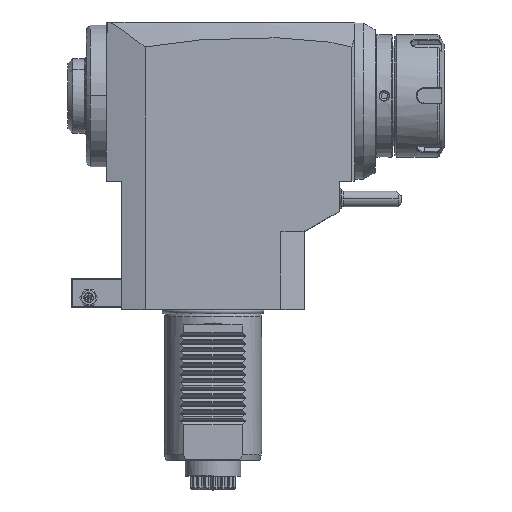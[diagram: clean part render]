
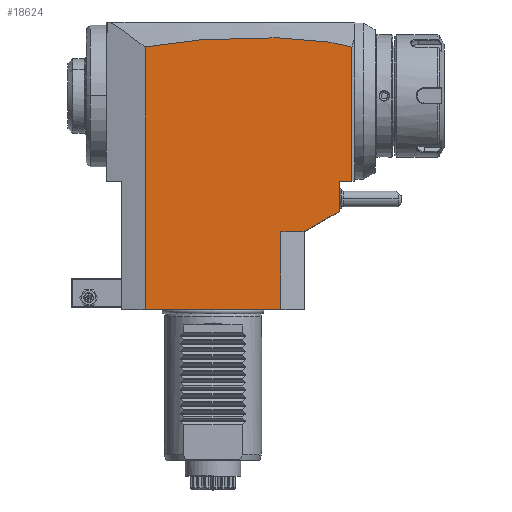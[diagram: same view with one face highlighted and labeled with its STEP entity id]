
A CAD part, top view. The second image highlights one B-rep face of the part: STEP entity #18624.
In plain terms, the highlighted planar face has unit normal (0, 0, 1).
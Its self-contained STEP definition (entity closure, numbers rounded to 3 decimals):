
#9=DIRECTION('',(-1.,0.,0.));
#10=VECTOR('',#9,70.);
#11=CARTESIAN_POINT('',(35.,0.,44.));
#12=LINE('',#11,#10);
#4550=DIRECTION('',(1.,0.,0.));
#4551=VECTOR('',#4550,11.);
#4552=CARTESIAN_POINT('',(35.,40.,44.));
#4553=LINE('',#4552,#4551);
#4566=DIRECTION('',(0.,1.,0.));
#4567=VECTOR('',#4566,40.);
#4568=CARTESIAN_POINT('',(35.,0.,44.));
#4569=LINE('',#4568,#4567);
#4598=DIRECTION('',(0.,-1.,0.));
#4599=VECTOR('',#4598,15.608);
#4600=CARTESIAN_POINT('',(65.,66.,44.));
#4601=LINE('',#4600,#4599);
#4602=DIRECTION('',(-0.866,-0.5,0.));
#4603=VECTOR('',#4602,20.785);
#4604=CARTESIAN_POINT('',(65.,50.392,44.));
#4605=LINE('',#4604,#4603);
#4606=DIRECTION('',(0.,1.,0.));
#4607=VECTOR('',#4606,0.577);
#4608=CARTESIAN_POINT('',(47.,40.,44.));
#4609=LINE('',#4608,#4607);
#4610=DIRECTION('',(0.866,0.5,0.));
#4611=VECTOR('',#4610,1.155);
#4612=CARTESIAN_POINT('',(46.,40.,44.));
#4613=LINE('',#4612,#4611);
#4614=DIRECTION('',(0.,1.,0.));
#4615=VECTOR('',#4614,135.17);
#4616=CARTESIAN_POINT('',(-35.,0.,44.));
#4617=LINE('',#4616,#4615);
#4618=CARTESIAN_POINT('',(71.5,135.054,44.));
#4619=CARTESIAN_POINT('',(71.147,135.178,44.));
#4620=CARTESIAN_POINT('',(70.415,135.42,44.));
#4621=CARTESIAN_POINT('',(69.23,135.772,44.));
#4622=CARTESIAN_POINT('',(67.991,136.104,44.));
#4623=CARTESIAN_POINT('',(66.72,136.413,44.));
#4624=CARTESIAN_POINT('',(65.44,136.698,44.));
#4625=CARTESIAN_POINT('',(64.088,136.974,44.));
#4626=CARTESIAN_POINT('',(62.606,137.252,44.));
#4627=CARTESIAN_POINT('',(60.931,137.539,44.));
#4628=CARTESIAN_POINT('',(59.016,137.835,44.));
#4629=CARTESIAN_POINT('',(56.852,138.135,44.));
#4630=CARTESIAN_POINT('',(54.427,138.434,44.));
#4631=CARTESIAN_POINT('',(51.708,138.727,44.));
#4632=CARTESIAN_POINT('',(48.636,139.011,44.));
#4633=CARTESIAN_POINT('',(45.16,139.281,44.));
#4634=CARTESIAN_POINT('',(41.193,139.529,44.));
#4635=CARTESIAN_POINT('',(36.681,139.741,44.));
#4636=CARTESIAN_POINT('',(31.719,139.897,44.));
#4637=CARTESIAN_POINT('',(26.42,139.981,44.));
#4638=CARTESIAN_POINT('',(20.976,139.986,44.));
#4639=CARTESIAN_POINT('',(15.459,139.91,44.));
#4640=CARTESIAN_POINT('',(9.915,139.755,44.));
#4641=CARTESIAN_POINT('',(4.328,139.52,44.));
#4642=CARTESIAN_POINT('',(-1.306,139.201,44.));
#4643=CARTESIAN_POINT('',(-6.672,138.816,44.));
#4644=CARTESIAN_POINT('',(-11.425,138.405,44.));
#4645=CARTESIAN_POINT('',(-15.699,137.979,44.));
#4646=CARTESIAN_POINT('',(-19.685,137.527,44.));
#4647=CARTESIAN_POINT('',(-23.579,137.031,44.));
#4648=CARTESIAN_POINT('',(-27.426,136.481,44.));
#4649=CARTESIAN_POINT('',(-31.229,135.869,44.));
#4650=CARTESIAN_POINT('',(-33.747,135.413,44.));
#4651=CARTESIAN_POINT('',(-35.,135.17,44.));
#4653=DIRECTION('',(0.,-1.,0.));
#4654=VECTOR('',#4653,69.054);
#4655=CARTESIAN_POINT('',(71.5,135.054,44.));
#4656=LINE('',#4655,#4654);
#4657=DIRECTION('',(1.,0.,0.));
#4658=VECTOR('',#4657,6.5);
#4659=CARTESIAN_POINT('',(65.,66.,44.));
#4660=LINE('',#4659,#4658);
#13776=VERTEX_POINT('',#4618);
#13777=VERTEX_POINT('',#4651);
#13789=CARTESIAN_POINT('',(71.5,66.,44.));
#13790=VERTEX_POINT('',#13789);
#13809=CARTESIAN_POINT('',(35.,40.,44.));
#13810=CARTESIAN_POINT('',(46.,40.,44.));
#13811=VERTEX_POINT('',#13809);
#13812=VERTEX_POINT('',#13810);
#14157=CARTESIAN_POINT('',(35.,0.,44.));
#14158=CARTESIAN_POINT('',(-35.,0.,44.));
#14159=VERTEX_POINT('',#14157);
#14160=VERTEX_POINT('',#14158);
#14175=CARTESIAN_POINT('',(65.,50.392,44.));
#14176=CARTESIAN_POINT('',(47.,40.,44.));
#14177=VERTEX_POINT('',#14175);
#14178=VERTEX_POINT('',#14176);
#14341=CARTESIAN_POINT('',(47.,40.577,44.));
#14343=VERTEX_POINT('',#14341);
#14413=CARTESIAN_POINT('',(65.,66.,44.));
#14414=VERTEX_POINT('',#14413);
#18602=CARTESIAN_POINT('',(-53.475,40.,44.));
#18603=DIRECTION('',(0.,0.,1.));
#18604=DIRECTION('',(1.,0.,0.));
#18605=AXIS2_PLACEMENT_3D('',#18602,#18603,#18604);
#18606=PLANE('',#18605);
#18608=ORIENTED_EDGE('',*,*,#18607,.F.);
#18610=ORIENTED_EDGE('',*,*,#18609,.T.);
#18611=ORIENTED_EDGE('',*,*,#18522,.T.);
#18613=ORIENTED_EDGE('',*,*,#18612,.T.);
#18615=ORIENTED_EDGE('',*,*,#18614,.F.);
#18616=ORIENTED_EDGE('',*,*,#18542,.F.);
#18617=ORIENTED_EDGE('',*,*,#18559,.F.);
#18618=ORIENTED_EDGE('',*,*,#14432,.T.);
#18619=ORIENTED_EDGE('',*,*,#14592,.T.);
#18620=ORIENTED_EDGE('',*,*,#15050,.F.);
#18621=ORIENTED_EDGE('',*,*,#15067,.T.);
#18622=EDGE_LOOP('',(#18608,#18610,#18611,#18613,#18615,#18616,#18617,#18618,
#18619,#18620,#18621));
#18623=FACE_OUTER_BOUND('',#18622,.F.);
#4652=B_SPLINE_CURVE_WITH_KNOTS('',3,(#4618,#4619,#4620,#4621,#4622,#4623,#4624,
#4625,#4626,#4627,#4628,#4629,#4630,#4631,#4632,#4633,#4634,#4635,#4636,#4637,
#4638,#4639,#4640,#4641,#4642,#4643,#4644,#4645,#4646,#4647,#4648,#4649,#4650,
#4651),.UNSPECIFIED.,.F.,.F.,(4,1,1,1,1,1,1,1,1,1,1,1,1,1,1,1,1,1,1,1,1,1,1,1,1,
1,1,1,1,1,1,4),(0.,0.032,0.065,0.097,
0.129,0.161,0.194,0.226,
0.258,0.29,0.323,0.355,
0.387,0.419,0.452,0.484,
0.516,0.548,0.581,0.613,
0.645,0.677,0.71,0.742,
0.774,0.806,0.839,0.871,
0.903,0.935,0.968,1.),.UNSPECIFIED.);
#14432=EDGE_CURVE('',#14159,#14160,#12,.T.);
#14592=EDGE_CURVE('',#14160,#13777,#4617,.T.);
#15050=EDGE_CURVE('',#13776,#13777,#4652,.T.);
#15067=EDGE_CURVE('',#13776,#13790,#4656,.T.);
#18522=EDGE_CURVE('',#14177,#14178,#4605,.T.);
#18542=EDGE_CURVE('',#13811,#13812,#4553,.T.);
#18559=EDGE_CURVE('',#14159,#13811,#4569,.T.);
#18607=EDGE_CURVE('',#14414,#13790,#4660,.T.);
#18609=EDGE_CURVE('',#14414,#14177,#4601,.T.);
#18612=EDGE_CURVE('',#14178,#14343,#4609,.T.);
#18614=EDGE_CURVE('',#13812,#14343,#4613,.T.);
#18624=ADVANCED_FACE('',(#18623),#18606,.T.);
